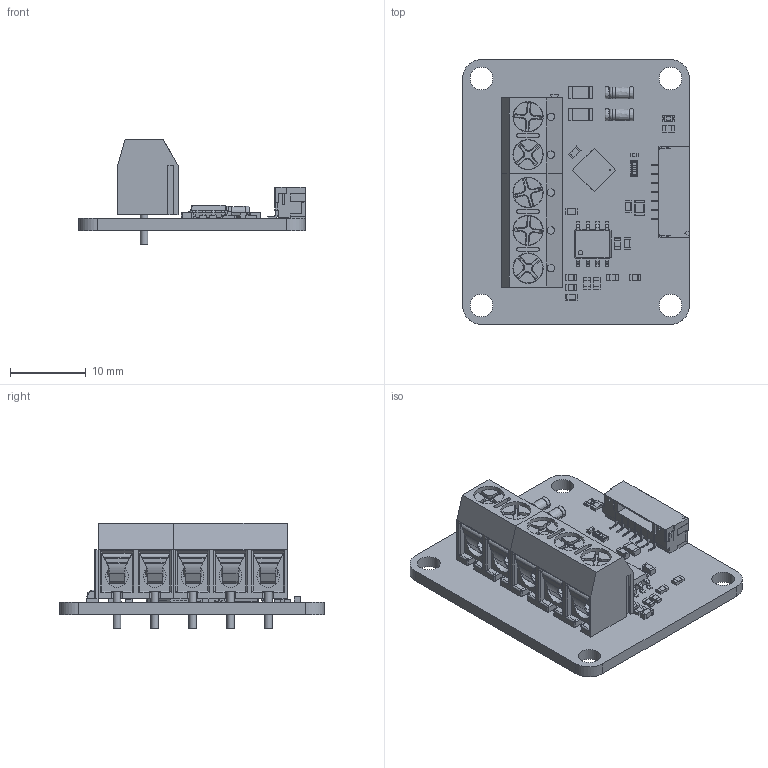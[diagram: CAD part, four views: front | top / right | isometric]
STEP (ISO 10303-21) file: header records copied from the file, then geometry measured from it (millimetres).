
FILE_DESCRIPTION(('FreeCAD Model'),'2;1');
FILE_NAME( 'analog_in.step', '2017-10-23T16:08:36',('kicad StepUp'),('ksu MCAD'), 'Open CASCADE STEP processor 6.8','FreeCAD','Unknown');
FILE_SCHEMA(('AUTOMOTIVE_DESIGN_CC2 { 1 2 10303 214 -1 1 5 4 }'));
Length unit declared in the file: millimetre
Products named in the file (26): Pcb; F_1206_; F_1206_001; soic_8_39x49_p127_; Fusion008_; MiniMelf_; MiniMelf_001; C_0805_; C_0402_; C_0603_; C_0603_001; D_0603_blue_; Cut_; QFN-24_4x4mm_Pitch0.5mm_; 7Pin_Stecker_; C_0603_002; C_0603_003; C_0603_004; R_0603_; R_0603_001; R_0603_002; R_0603_003; R_0603_004; R_0603_005; R_0603_006; R_0603_007
Bounding box: 30 x 35 x 14 mm (x, y, z)
Volume: 3149 mm3; surface area: 5423.8 mm2
Topology: 31 solids, 37 shells, 1972 faces, 5407 edges, 3501 vertices
Faces by surface type: plane 1447, cylinder 439, bspline 56, torus 20, sphere 10
Full cylindrical faces by diameter (mm): 0.6 x1, 1 x10, 1.3 x5, 2.4 x10, 3 x9, 3.9 x5, 4 x5
Entity records: 75138 total; most frequent: CARTESIAN_POINT 14059, ORIENTED_EDGE 10758, DIRECTION 9997, EDGE_CURVE 5387, LINE 4315, VECTOR 4315, VERTEX_POINT 3501, AXIS2_PLACEMENT_3D 2841
